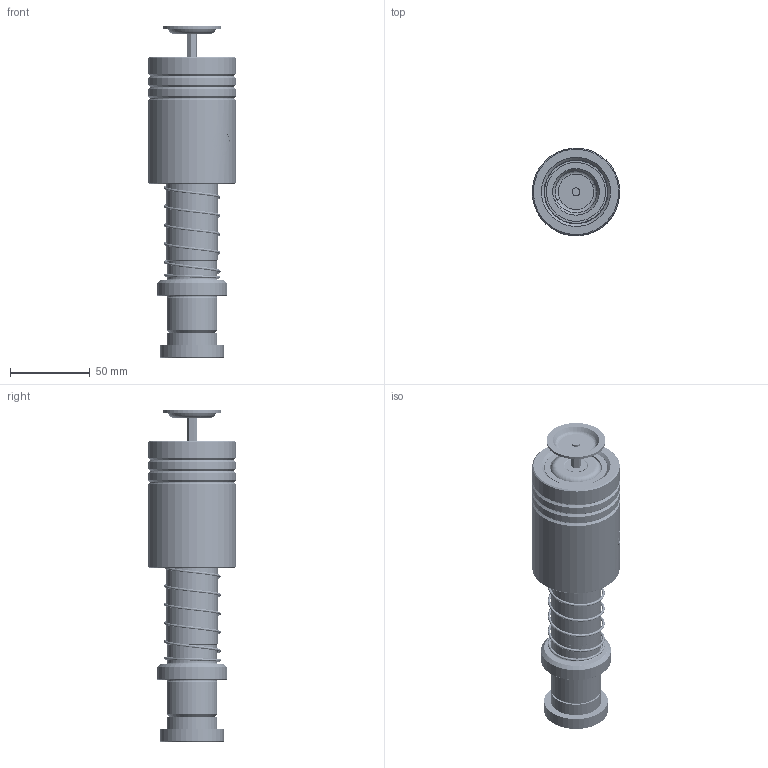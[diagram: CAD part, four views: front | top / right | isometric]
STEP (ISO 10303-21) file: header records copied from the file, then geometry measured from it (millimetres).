
FILE_DESCRIPTION (( 'STEP AP214' ), '1' );
FILE_NAME ('HMSH(HMJH)-D32-L150(BL-80).STEP', '2021-08-17T03:17:17', ( '' ), ( '' ), 'SwSTEP 2.0', 'SolidWorks 2016', '' );
FILE_SCHEMA (( 'AUTOMOTIVE_DESIGN' ));
Length unit declared in the file: millimetre
Products named in the file (298): BALL-D4; TBB-D55-d40-L80; DRPM-D32-L150; BSH-39.5-32.5-L75; GTM-M12蹟簽; GTM-37; HMSH(HMJH)-D32-L150(BL-80); GTM-3-縐种; HWP-D35.7-d32.5-L70; BSH-D39.5-32.5-L75郪蚾; GTM-37郪蚾; DRPM蹟簽D32
Assembly tree (290 placements, depth 3):
  BALL-D4
  BALL-D4
  BALL-D4
  BALL-D4
  BALL-D4
Bounding box: 54.91 x 54.91 x 208.36 mm (x, y, z)
Volume: 269999.2 mm3; surface area: 105164.5 mm2
Topology: 283 solids, 283 shells, 1320 faces, 5526 edges, 3666 vertices
Faces by surface type: sphere 1100, cylinder 68, plane 50, cone 48, torus 32, bspline 22
Entity records: 61595 total; most frequent: CARTESIAN_POINT 36373, ORIENTED_EDGE 4426, DIRECTION 3858, EDGE_CURVE 2213, AXIS2_PLACEMENT_3D 1827, VERTEX_POINT 1446, EDGE_LOOP 1319, B_SPLINE_CURVE_WITH_KNOTS 1212
